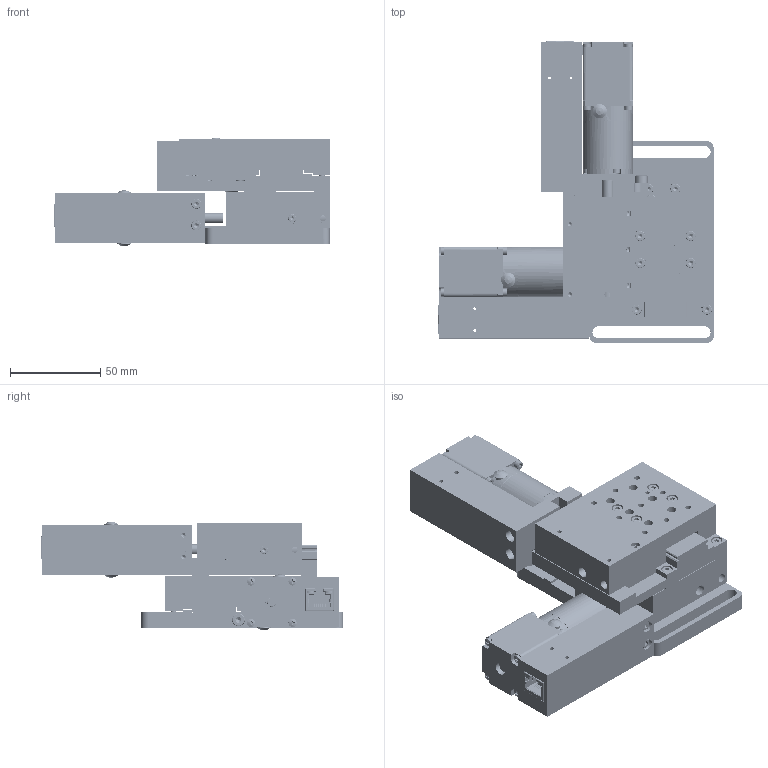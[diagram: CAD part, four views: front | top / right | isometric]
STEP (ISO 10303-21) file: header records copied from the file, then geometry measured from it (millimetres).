
FILE_DESCRIPTION(/* description */ (''),/* implementation_level */ '2;1');
FILE_NAME(/* name */ '03_TS16-SM2-XY',/* time_stamp */ '2025-05-27T11:52:16+03:00',/* author */ (''),/* organization */ (''),/* preprocessor_version */ 'ST-DEVELOPER v16.5',/* originating_system */ 'Rhino 7.34',/* authorisation */ '');
FILE_SCHEMA (('AUTOMOTIVE_DESIGN'));
Products named in the file (1): Document
Bounding box: 153.26 x 167.51 x 60.3 mm (x, y, z)
Volume: 401366.3 mm3; surface area: 166305.7 mm2
Topology: 85 solids, 85 shells, 6493 faces, 17397 edges, 11134 vertices
Faces by surface type: plane 4122, cylinder 1776, bspline 595
Entity records: 197162 total; most frequent: CARTESIAN_POINT 83761, ORIENTED_EDGE 34390, EDGE_CURVE 17195, B_SPLINE_CURVE_WITH_KNOTS 11852, VERTEX_POINT 11134, EDGE_LOOP 7174, ADVANCED_FACE 6493, FACE_OUTER_BOUND 6493
